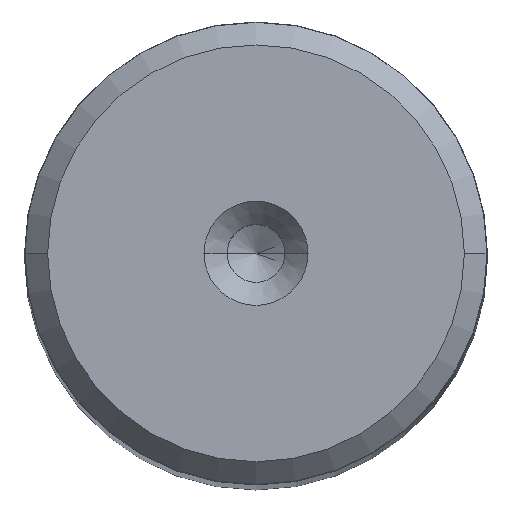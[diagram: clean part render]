
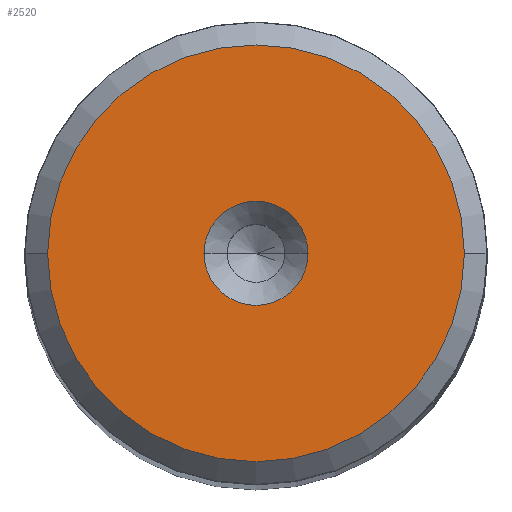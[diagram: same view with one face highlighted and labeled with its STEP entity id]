
A CAD part, top view. The second image highlights one B-rep face of the part: STEP entity #2520.
In plain terms, the highlighted planar face has unit normal (0, 0, 1).
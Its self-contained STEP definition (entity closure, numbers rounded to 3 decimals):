
#34 = ORIENTED_EDGE ( 'NONE', *, *, #2448, .F. ) ;
#113 = DIRECTION ( 'NONE',  ( 1., 0., 0. ) ) ;
#174 = VERTEX_POINT ( 'NONE', #333 ) ;
#209 = CARTESIAN_POINT ( 'NONE',  ( 0., 0., 130. ) ) ;
#242 = AXIS2_PLACEMENT_3D ( 'NONE', #209, #2055, #621 ) ;
#284 = CIRCLE ( 'NONE', #242, 9.009 ) ;
#333 = CARTESIAN_POINT ( 'NONE',  ( 9.009, 0., 130. ) ) ;
#456 = VERTEX_POINT ( 'NONE', #2103 ) ;
#478 = VERTEX_POINT ( 'NONE', #1507 ) ;
#521 = DIRECTION ( 'NONE',  ( 0., 0., 1. ) ) ;
#539 = PLANE ( 'NONE',  #1901 ) ;
#610 = CARTESIAN_POINT ( 'NONE',  ( 0., 0., 130. ) ) ;
#621 = DIRECTION ( 'NONE',  ( 1., 0., 0. ) ) ;
#734 = DIRECTION ( 'NONE',  ( 0., 0., 1. ) ) ;
#741 = EDGE_CURVE ( 'NONE', #174, #456, #1723, .T. ) ;
#756 = CARTESIAN_POINT ( 'NONE',  ( 0., 0., 130. ) ) ;
#762 = CARTESIAN_POINT ( 'NONE',  ( 0., 0., 130. ) ) ;
#791 = DIRECTION ( 'NONE',  ( 0., 0., 1. ) ) ;
#826 = ORIENTED_EDGE ( 'NONE', *, *, #1821, .T. ) ;
#836 = DIRECTION ( 'NONE',  ( 1., 0., 0. ) ) ;
#841 = CIRCLE ( 'NONE', #2280, 2.25 ) ;
#927 = AXIS2_PLACEMENT_3D ( 'NONE', #610, #2015, #836 ) ;
#1210 = AXIS2_PLACEMENT_3D ( 'NONE', #756, #521, #2549 ) ;
#1299 = ORIENTED_EDGE ( 'NONE', *, *, #741, .T. ) ;
#1432 = CIRCLE ( 'NONE', #1210, 2.25 ) ;
#1507 = CARTESIAN_POINT ( 'NONE',  ( -2.25, 0., 130. ) ) ;
#1561 = FACE_BOUND ( 'NONE', #1779, .T. ) ;
#1651 = FACE_OUTER_BOUND ( 'NONE', #2128, .T. ) ;
#1694 = ORIENTED_EDGE ( 'NONE', *, *, #1763, .F. ) ;
#1723 = CIRCLE ( 'NONE', #927, 9.009 ) ;
#1763 = EDGE_CURVE ( 'NONE', #2123, #478, #841, .T. ) ;
#1779 = EDGE_LOOP ( 'NONE', ( #1694, #34 ) ) ;
#1821 = EDGE_CURVE ( 'NONE', #456, #174, #284, .T. ) ;
#1901 = AXIS2_PLACEMENT_3D ( 'NONE', #1968, #734, #113 ) ;
#1968 = CARTESIAN_POINT ( 'NONE',  ( 0., 0., 130. ) ) ;
#2015 = DIRECTION ( 'NONE',  ( 0., 0., 1. ) ) ;
#2055 = DIRECTION ( 'NONE',  ( 0., 0., 1. ) ) ;
#2103 = CARTESIAN_POINT ( 'NONE',  ( -9.009, 0., 130. ) ) ;
#2123 = VERTEX_POINT ( 'NONE', #2528 ) ;
#2128 = EDGE_LOOP ( 'NONE', ( #826, #1299 ) ) ;
#2147 = DIRECTION ( 'NONE',  ( 1., 0., 0. ) ) ;
#2280 = AXIS2_PLACEMENT_3D ( 'NONE', #762, #791, #2147 ) ;
#2448 = EDGE_CURVE ( 'NONE', #478, #2123, #1432, .T. ) ;
#2520 = ADVANCED_FACE ( 'NONE', ( #1561, #1651 ), #539, .T. ) ;
#2528 = CARTESIAN_POINT ( 'NONE',  ( 2.25, 0., 130. ) ) ;
#2549 = DIRECTION ( 'NONE',  ( 1., 0., 0. ) ) ;
